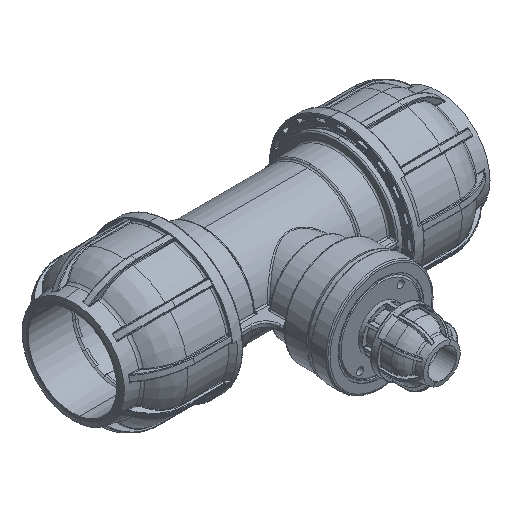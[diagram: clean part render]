
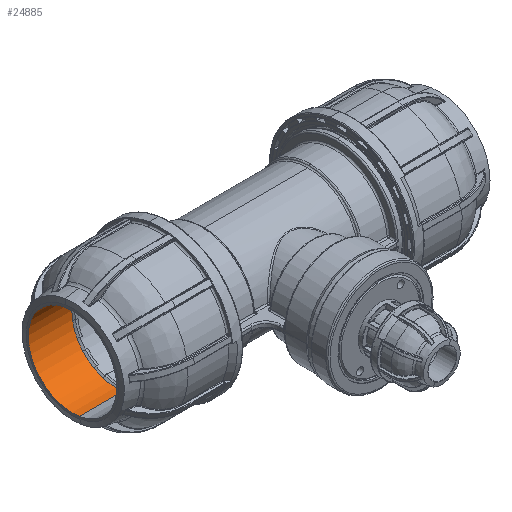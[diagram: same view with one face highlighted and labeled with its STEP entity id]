
A CAD part, isometric view. The second image highlights one B-rep face of the part: STEP entity #24885.
In plain terms, the highlighted cylindrical face has radius 32 mm (diameter 64 mm), a partial arc.
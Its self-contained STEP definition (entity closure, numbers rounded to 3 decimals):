
#1955 = DIRECTION ( 'NONE',  ( -1., 0., 0. ) ) ;
#2804 = DIRECTION ( 'NONE',  ( 0., -0.159, -0.987 ) ) ;
#8328 = AXIS2_PLACEMENT_3D ( 'NONE', #81358, #67776, #61857 ) ;
#11614 = CIRCLE ( 'NONE', #67866, 32. ) ;
#12025 = EDGE_CURVE ( 'NONE', #50300, #32736, #37723, .T. ) ;
#13415 = CARTESIAN_POINT ( 'NONE',  ( -132.8, 5.092, 31.592 ) ) ;
#15000 = VERTEX_POINT ( 'NONE', #76935 ) ;
#21476 = AXIS2_PLACEMENT_3D ( 'NONE', #53752, #1955, #27628 ) ;
#23407 = CARTESIAN_POINT ( 'NONE',  ( -101.3, 5.092, 31.592 ) ) ;
#24885 = ADVANCED_FACE ( 'NONE', ( #75561 ), #46168, .F. ) ;
#27628 = DIRECTION ( 'NONE',  ( 0., -0.159, -0.987 ) ) ;
#28664 = EDGE_LOOP ( 'NONE', ( #34515, #76639, #52217, #37992 ) ) ;
#29329 = VECTOR ( 'NONE', #42230, 1000. ) ;
#32736 = VERTEX_POINT ( 'NONE', #13415 ) ;
#33390 = LINE ( 'NONE', #73643, #29329 ) ;
#34515 = ORIENTED_EDGE ( 'NONE', *, *, #62166, .T. ) ;
#37723 = LINE ( 'NONE', #61966, #49947 ) ;
#37992 = ORIENTED_EDGE ( 'NONE', *, *, #44436, .F. ) ;
#41590 = DIRECTION ( 'NONE',  ( 1., 0., 0. ) ) ;
#42230 = DIRECTION ( 'NONE',  ( -1., 0., 0. ) ) ;
#44436 = EDGE_CURVE ( 'NONE', #15000, #80647, #33390, .T. ) ;
#46168 = CYLINDRICAL_SURFACE ( 'NONE', #21476, 32. ) ;
#49947 = VECTOR ( 'NONE', #62258, 1000. ) ;
#50300 = VERTEX_POINT ( 'NONE', #23407 ) ;
#52217 = ORIENTED_EDGE ( 'NONE', *, *, #78210, .F. ) ;
#53752 = CARTESIAN_POINT ( 'NONE',  ( -132.8, 0., 0. ) ) ;
#56720 = CIRCLE ( 'NONE', #8328, 32. ) ;
#61857 = DIRECTION ( 'NONE',  ( 0., -0.159, -0.987 ) ) ;
#61966 = CARTESIAN_POINT ( 'NONE',  ( -132.8, 5.092, 31.592 ) ) ;
#62166 = EDGE_CURVE ( 'NONE', #15000, #50300, #56720, .T. ) ;
#62258 = DIRECTION ( 'NONE',  ( -1., 0., 0. ) ) ;
#67776 = DIRECTION ( 'NONE',  ( 1., 0., 0. ) ) ;
#67866 = AXIS2_PLACEMENT_3D ( 'NONE', #80389, #41590, #2804 ) ;
#73643 = CARTESIAN_POINT ( 'NONE',  ( -132.8, -5.092, -31.592 ) ) ;
#75561 = FACE_OUTER_BOUND ( 'NONE', #28664, .T. ) ;
#76639 = ORIENTED_EDGE ( 'NONE', *, *, #12025, .T. ) ;
#76935 = CARTESIAN_POINT ( 'NONE',  ( -101.3, -5.092, -31.592 ) ) ;
#78210 = EDGE_CURVE ( 'NONE', #80647, #32736, #11614, .T. ) ;
#80389 = CARTESIAN_POINT ( 'NONE',  ( -132.8, 0., 0. ) ) ;
#80647 = VERTEX_POINT ( 'NONE', #81365 ) ;
#81358 = CARTESIAN_POINT ( 'NONE',  ( -101.3, 0., 0. ) ) ;
#81365 = CARTESIAN_POINT ( 'NONE',  ( -132.8, -5.092, -31.592 ) ) ;
